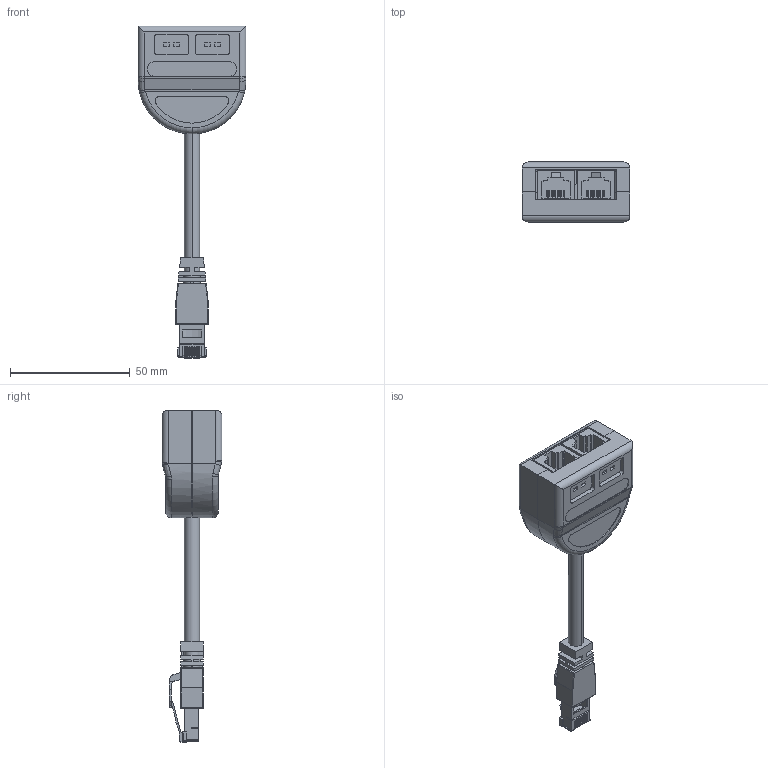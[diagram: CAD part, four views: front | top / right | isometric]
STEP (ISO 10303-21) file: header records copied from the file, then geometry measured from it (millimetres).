
FILE_DESCRIPTION (( 'STEP AP214' ), '1' );
FILE_NAME ('ECS801-1_3D.step', '2025-12-04T21:20:47', ( '' ), ( '' ), 'SwSTEP 2.0', 'SolidWorks 2025', '' );
FILE_SCHEMA (( 'AUTOMOTIVE_DESIGN' ));
Length unit declared in the file: inch
Products named in the file (9): 1AW01-002_.26 ID; 1AY01-007_TDS8CVR-BK-PROD; SP7557-cable_4" long; T8P8CSR; ECS801-MA1; ECS801-MA2; 3AC03-041; 3AB02-005; ECS801-1_3D
Assembly tree (9 placements, depth 3):
  ECS801-1_3D
    ECS801-MA1
    ECS801-MA2
    3AB02-005  x2
    3AC03-041
      SP7557-cable_4" long
    T8P8CSR
    1AY01-007_TDS8CVR-BK-PROD
    1AW01-002_.26 ID
Bounding box: 45 x 25 x 138.46 mm (x, y, z)
Volume: 16022.3 mm3; surface area: 24017.5 mm2
Topology: 8 solids, 8 shells, 639 faces, 1750 edges, 1120 vertices
Faces by surface type: plane 429, cylinder 147, bspline 37, sphere 14, torus 12
Entity records: 20037 total; most frequent: CARTESIAN_POINT 5328, ORIENTED_EDGE 3108, DIRECTION 2840, EDGE_CURVE 1554, VECTOR 1152, LINE 1152, VERTEX_POINT 1002, AXIS2_PLACEMENT_3D 844
